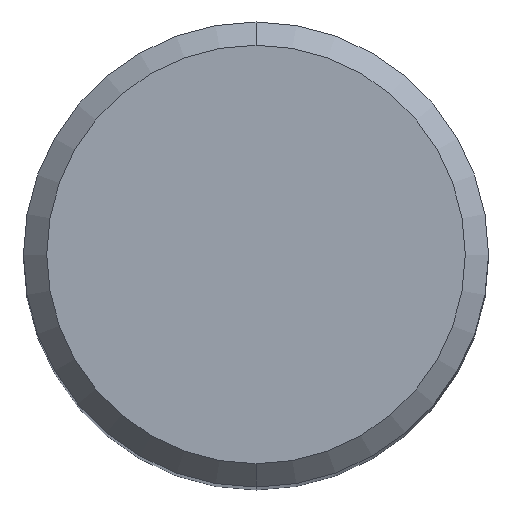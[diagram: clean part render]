
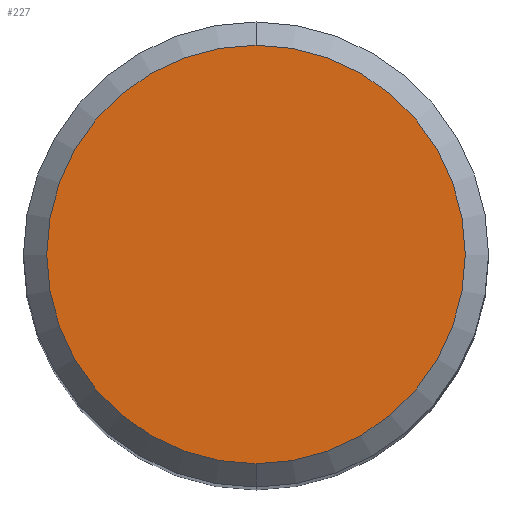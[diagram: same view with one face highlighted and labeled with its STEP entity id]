
A CAD part, top view. The second image highlights one B-rep face of the part: STEP entity #227.
In plain terms, the highlighted planar face has unit normal (0, 0, 1).
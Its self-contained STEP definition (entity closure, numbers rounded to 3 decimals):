
#173=VERTEX_POINT('',#465);
#197=EDGE_CURVE('',#173,#397,#492,.T.);
#227=ADVANCED_FACE('',(#525),#526,.T.);
#397=VERTEX_POINT('',#712);
#415=EDGE_CURVE('',#397,#173,#733,.T.);
#465=CARTESIAN_POINT('',(0.0,5.4,0.0));
#492=CIRCLE('',#805,5.4);
#525=FACE_OUTER_BOUND('',#902,.T.);
#526=PLANE('',#903);
#712=CARTESIAN_POINT('',(0.,-5.4,0.0));
#733=CIRCLE('',#1357,5.4);
#805=AXIS2_PLACEMENT_3D('',#1477,#1478,#1479);
#902=EDGE_LOOP('',(#1513,#1514));
#903=AXIS2_PLACEMENT_3D('',#1515,#1516,#1517);
#1357=AXIS2_PLACEMENT_3D('',#1759,#1760,#1761);
#1477=CARTESIAN_POINT('',(0.0,0.0,0.0));
#1478=DIRECTION('',(0.0,0.0,-1.0));
#1479=DIRECTION('',(0.0,1.0,0.0));
#1513=ORIENTED_EDGE('',*,*,#197,.F.);
#1514=ORIENTED_EDGE('',*,*,#415,.F.);
#1515=CARTESIAN_POINT('',(0.0,2.7,0.0));
#1516=DIRECTION('',(-0.0,0.0,1.0));
#1517=DIRECTION('',(0.0,-1.0,0.0));
#1759=CARTESIAN_POINT('',(0.0,0.0,0.0));
#1760=DIRECTION('',(0.0,0.0,-1.0));
#1761=DIRECTION('',(0.0,1.0,0.0));
